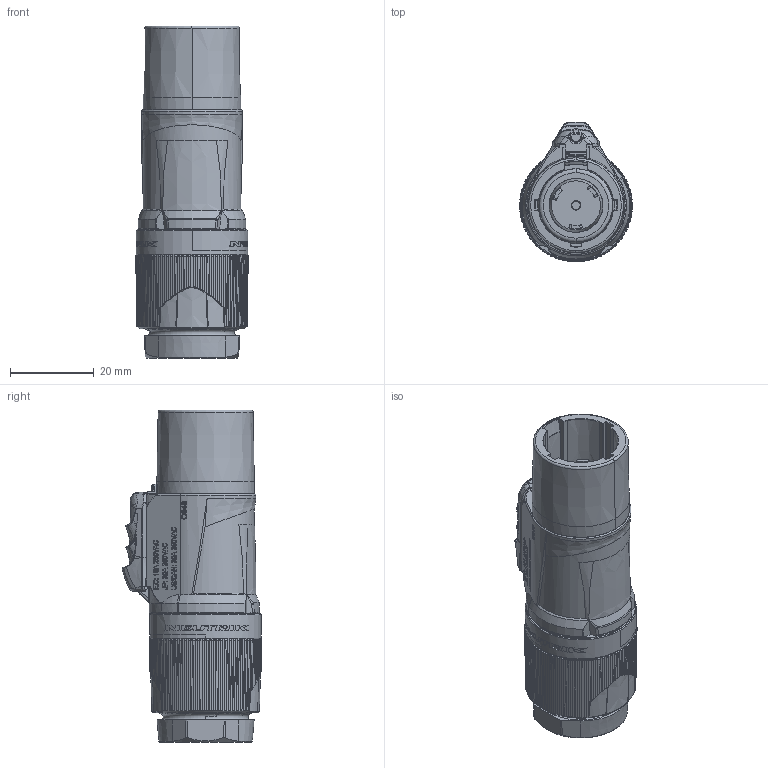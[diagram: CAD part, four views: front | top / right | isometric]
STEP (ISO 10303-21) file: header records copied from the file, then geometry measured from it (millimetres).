
FILE_DESCRIPTION((''),'2;1');
FILE_NAME('30012175','2025-01-30T15:08:45',('SYSTEM'),(''),'CREO PARAMETRIC BY PTC INC, 2023424','CREO PARAMETRIC BY PTC INC, 2023424','');
FILE_SCHEMA(('CONFIG_CONTROL_DESIGN'));
Products named in the file (1): 30012175
Bounding box: 26.83 x 33.3 x 79.1 mm (x, y, z)
Volume: 34160.2 mm3; surface area: 9405.7 mm2
Topology: 1 solids, 1 shells, 2959 faces, 7622 edges, 4793 vertices
Faces by surface type: plane 1247, extrusion 752, bspline 466, cylinder 172, cone 143, torus 122, sphere 57
Entity records: 114745 total; most frequent: CARTESIAN_POINT 50687, ORIENTED_EDGE 15236, DIRECTION 9548, EDGE_CURVE 7618, VERTEX_POINT 4793, B_SPLINE_CURVE_WITH_KNOTS 4114, VECTOR 3950, LINE 3198
